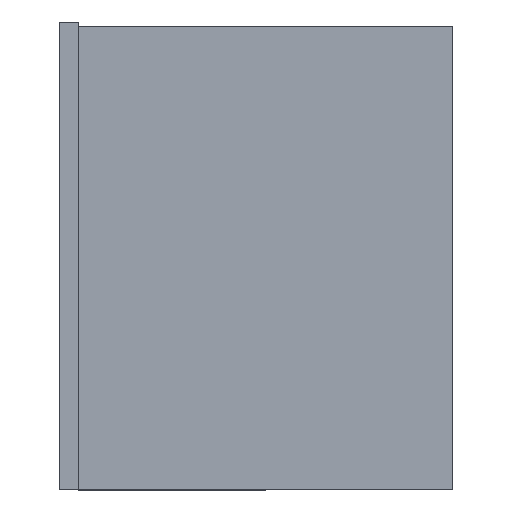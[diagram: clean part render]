
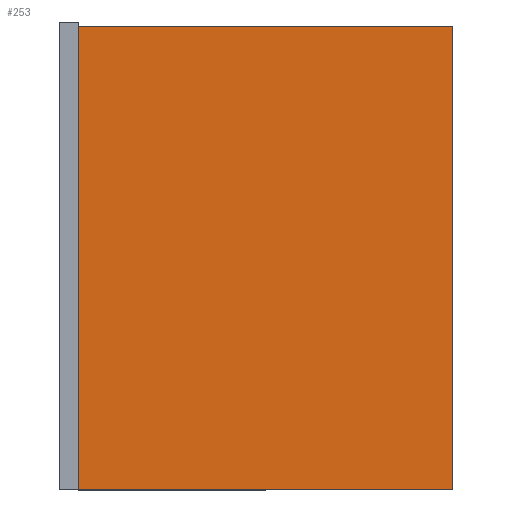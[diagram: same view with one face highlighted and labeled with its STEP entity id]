
A CAD part, left-side view. The second image highlights one B-rep face of the part: STEP entity #253.
In plain terms, the highlighted face is planar.
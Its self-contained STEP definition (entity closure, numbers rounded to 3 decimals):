
#69 = EDGE_LOOP ( 'NONE', ( #6358, #535, #5204, #1069 ) ) ;
#253 = ADVANCED_FACE ( 'NONE', ( #5453 ), #2509, .F. ) ;
#347 = VERTEX_POINT ( 'NONE', #573 ) ;
#535 = ORIENTED_EDGE ( 'NONE', *, *, #3430, .T. ) ;
#561 = VECTOR ( 'NONE', #4608, 1000. ) ;
#573 = CARTESIAN_POINT ( 'NONE',  ( 247.5, -200., 33. ) ) ;
#625 = DIRECTION ( 'NONE',  ( 0., -1., 0. ) ) ;
#824 = EDGE_CURVE ( 'NONE', #2966, #347, #5614, .T. ) ;
#1069 = ORIENTED_EDGE ( 'NONE', *, *, #824, .T. ) ;
#1297 = DIRECTION ( 'NONE',  ( -1., 0., 0. ) ) ;
#1362 = AXIS2_PLACEMENT_3D ( 'NONE', #4437, #1395, #3394 ) ;
#1377 = DIRECTION ( 'NONE',  ( 0., 1., 0. ) ) ;
#1395 = DIRECTION ( 'NONE',  ( 0., 0., -1. ) ) ;
#1782 = VERTEX_POINT ( 'NONE', #3968 ) ;
#1887 = VECTOR ( 'NONE', #1377, 1000. ) ;
#2296 = EDGE_CURVE ( 'NONE', #347, #1782, #3836, .T. ) ;
#2415 = CARTESIAN_POINT ( 'NONE',  ( -247.5, 200., 33. ) ) ;
#2509 = PLANE ( 'NONE',  #1362 ) ;
#2560 = EDGE_CURVE ( 'NONE', #2777, #2966, #6122, .T. ) ;
#2664 = CARTESIAN_POINT ( 'NONE',  ( -247.5, 200., 33. ) ) ;
#2777 = VERTEX_POINT ( 'NONE', #2415 ) ;
#2966 = VERTEX_POINT ( 'NONE', #3588 ) ;
#3103 = CARTESIAN_POINT ( 'NONE',  ( -247.5, -200., 33. ) ) ;
#3140 = VECTOR ( 'NONE', #1297, 1000. ) ;
#3394 = DIRECTION ( 'NONE',  ( 1., 0., 0. ) ) ;
#3430 = EDGE_CURVE ( 'NONE', #1782, #2777, #3917, .T. ) ;
#3588 = CARTESIAN_POINT ( 'NONE',  ( -247.5, -200., 33. ) ) ;
#3836 = LINE ( 'NONE', #3869, #1887 ) ;
#3869 = CARTESIAN_POINT ( 'NONE',  ( 247.5, 200., 33. ) ) ;
#3917 = LINE ( 'NONE', #5905, #3140 ) ;
#3968 = CARTESIAN_POINT ( 'NONE',  ( 247.5, 200., 33. ) ) ;
#4084 = VECTOR ( 'NONE', #625, 1000. ) ;
#4437 = CARTESIAN_POINT ( 'NONE',  ( 0., 0., 33. ) ) ;
#4608 = DIRECTION ( 'NONE',  ( 1., 0., 0. ) ) ;
#5204 = ORIENTED_EDGE ( 'NONE', *, *, #2560, .T. ) ;
#5453 = FACE_OUTER_BOUND ( 'NONE', #69, .T. ) ;
#5614 = LINE ( 'NONE', #3103, #561 ) ;
#5905 = CARTESIAN_POINT ( 'NONE',  ( -247.5, 200., 33. ) ) ;
#6122 = LINE ( 'NONE', #2664, #4084 ) ;
#6358 = ORIENTED_EDGE ( 'NONE', *, *, #2296, .T. ) ;
